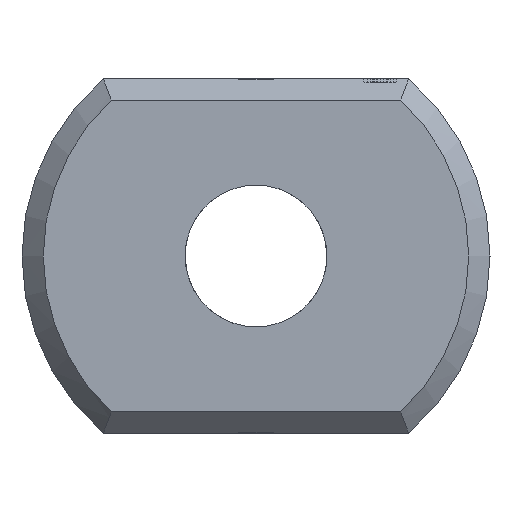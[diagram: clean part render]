
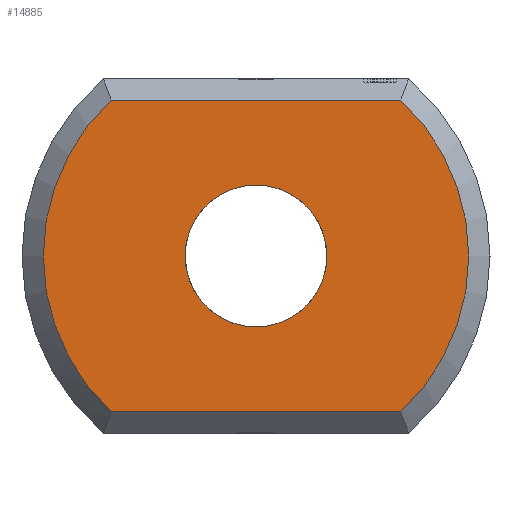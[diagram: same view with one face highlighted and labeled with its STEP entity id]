
A CAD part, left-side view. The second image highlights one B-rep face of the part: STEP entity #14885.
In plain terms, the highlighted planar face has unit normal (-1, 0, 0).
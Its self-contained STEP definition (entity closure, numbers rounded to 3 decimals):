
#3695 = VERTEX_POINT('',#3696);
#3696 = CARTESIAN_POINT('',(0.,-2.04,2.2));
#3705 = VERTEX_POINT('',#3706);
#3706 = CARTESIAN_POINT('',(0.,-2.04,-2.2));
#3713 = EDGE_CURVE('',#3695,#3705,#3714,.T.);
#3714 = CIRCLE('',#3715,3.);
#3715 = AXIS2_PLACEMENT_3D('',#3716,#3717,#3718);
#3716 = CARTESIAN_POINT('',(0.,0.,0.));
#3717 = DIRECTION('',(1.,0.,0.));
#3718 = DIRECTION('',(0.,-0.653,0.758)
  );
#4188 = VERTEX_POINT('',#4189);
#4189 = CARTESIAN_POINT('',(0.,2.04,2.2));
#4196 = EDGE_CURVE('',#3695,#4188,#4197,.T.);
#4197 = LINE('',#4198,#4199);
#4198 = CARTESIAN_POINT('',(0.,-2.154,2.2));
#4199 = VECTOR('',#4200,1.);
#4200 = DIRECTION('',(0.,1.,0.));
#14885 = ADVANCED_FACE('',(#14886,#14905),#14916,.F.);
#14886 = FACE_BOUND('',#14887,.F.);
#14887 = EDGE_LOOP('',(#14888,#14897,#14898,#14899));
#14888 = ORIENTED_EDGE('',*,*,#14889,.T.);
#14889 = EDGE_CURVE('',#14890,#4188,#14892,.T.);
#14890 = VERTEX_POINT('',#14891);
#14891 = CARTESIAN_POINT('',(0.,2.04,-2.2));
#14892 = CIRCLE('',#14893,3.);
#14893 = AXIS2_PLACEMENT_3D('',#14894,#14895,#14896);
#14894 = CARTESIAN_POINT('',(0.,0.,0.));
#14895 = DIRECTION('',(1.,0.,0.));
#14896 = DIRECTION('',(0.,0.653,-0.758)
  );
#14897 = ORIENTED_EDGE('',*,*,#4196,.F.);
#14898 = ORIENTED_EDGE('',*,*,#3713,.T.);
#14899 = ORIENTED_EDGE('',*,*,#14900,.T.);
#14900 = EDGE_CURVE('',#3705,#14890,#14901,.T.);
#14901 = LINE('',#14902,#14903);
#14902 = CARTESIAN_POINT('',(0.,-2.154,-2.2));
#14903 = VECTOR('',#14904,1.);
#14904 = DIRECTION('',(0.,1.,0.));
#14905 = FACE_BOUND('',#14906,.T.);
#14906 = EDGE_LOOP('',(#14907));
#14907 = ORIENTED_EDGE('',*,*,#14908,.T.);
#14908 = EDGE_CURVE('',#14909,#14909,#14911,.T.);
#14909 = VERTEX_POINT('',#14910);
#14910 = CARTESIAN_POINT('',(0.,1.,0.)
  );
#14911 = CIRCLE('',#14912,1.);
#14912 = AXIS2_PLACEMENT_3D('',#14913,#14914,#14915);
#14913 = CARTESIAN_POINT('',(0.,0.,0.));
#14914 = DIRECTION('',(1.,0.,0.));
#14915 = DIRECTION('',(0.,1.,0.));
#14916 = PLANE('',#14917);
#14917 = AXIS2_PLACEMENT_3D('',#14918,#14919,#14920);
#14918 = CARTESIAN_POINT('',(0.,0.,0.));
#14919 = DIRECTION('',(1.,0.,0.));
#14920 = DIRECTION('',(0.,0.,1.));
